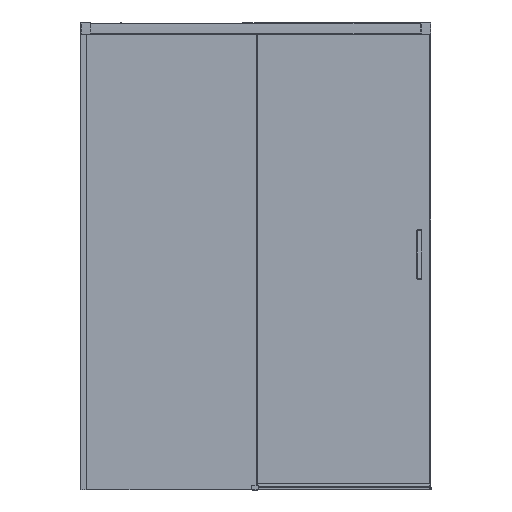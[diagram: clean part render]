
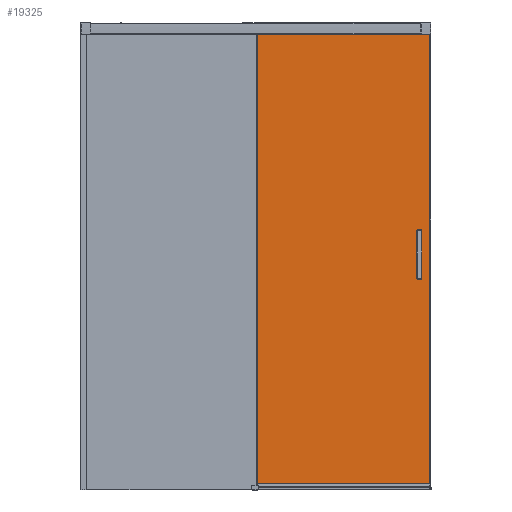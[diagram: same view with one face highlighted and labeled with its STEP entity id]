
A CAD part, top view. The second image highlights one B-rep face of the part: STEP entity #19325.
In plain terms, the highlighted planar face has unit normal (0, 0, 1).
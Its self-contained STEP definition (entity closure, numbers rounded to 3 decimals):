
#18718=CARTESIAN_POINT('',(-246.,946.,4.));
#18719=DIRECTION('',(0.,0.,-1.));
#18720=DIRECTION('',(1.,0.,0.));
#18721=AXIS2_PLACEMENT_3D('',#18718,#18719,#18720);
#18726=CARTESIAN_POINT('',(-246.,946.,4.));
#18727=DIRECTION('',(0.,0.,-1.));
#18728=DIRECTION('',(-1.,0.,0.));
#18729=AXIS2_PLACEMENT_3D('',#18726,#18727,#18728);
#18734=CARTESIAN_POINT('',(221.,946.,4.));
#18735=DIRECTION('',(0.,0.,-1.));
#18736=DIRECTION('',(1.,0.,0.));
#18737=AXIS2_PLACEMENT_3D('',#18734,#18735,#18736);
#18742=CARTESIAN_POINT('',(221.,946.,4.));
#18743=DIRECTION('',(0.,0.,-1.));
#18744=DIRECTION('',(-1.,0.,0.));
#18745=AXIS2_PLACEMENT_3D('',#18742,#18743,#18744);
#18750=CARTESIAN_POINT('',(346.,96.,4.));
#18751=DIRECTION('',(0.,0.,-1.));
#18752=DIRECTION('',(1.,0.,0.));
#18753=AXIS2_PLACEMENT_3D('',#18750,#18751,#18752);
#18758=CARTESIAN_POINT('',(346.,96.,4.));
#18759=DIRECTION('',(0.,0.,-1.));
#18760=DIRECTION('',(-1.,0.,0.));
#18761=AXIS2_PLACEMENT_3D('',#18758,#18759,#18760);
#18766=CARTESIAN_POINT('',(346.,-96.,4.));
#18767=DIRECTION('',(0.,0.,-1.));
#18768=DIRECTION('',(1.,0.,0.));
#18769=AXIS2_PLACEMENT_3D('',#18766,#18767,#18768);
#18774=CARTESIAN_POINT('',(346.,-96.,4.));
#18775=DIRECTION('',(0.,0.,-1.));
#18776=DIRECTION('',(-1.,0.,0.));
#18777=AXIS2_PLACEMENT_3D('',#18774,#18775,#18776);
#18782=DIRECTION('',(0.,-1.,0.));
#18783=VECTOR('',#18782,1934.);
#18784=CARTESIAN_POINT('',(-390.,967.,4.));
#18785=LINE('',#18784,#18783);
#18789=DIRECTION('',(-1.,0.,0.));
#18790=VECTOR('',#18789,780.);
#18791=CARTESIAN_POINT('',(390.,967.,4.));
#18792=LINE('',#18791,#18790);
#18796=DIRECTION('',(0.,1.,0.));
#18797=VECTOR('',#18796,1934.);
#18798=CARTESIAN_POINT('',(390.,-967.,4.));
#18799=LINE('',#18798,#18797);
#18803=DIRECTION('',(1.,0.,0.));
#18804=VECTOR('',#18803,780.);
#18805=CARTESIAN_POINT('',(-390.,-967.,4.));
#18806=LINE('',#18805,#18804);
#19156=CARTESIAN_POINT('',(-240.,946.,4.));
#19157=CARTESIAN_POINT('',(-252.,946.,4.));
#19158=VERTEX_POINT('',#19156);
#19159=VERTEX_POINT('',#19157);
#19160=CARTESIAN_POINT('',(227.,946.,4.));
#19161=CARTESIAN_POINT('',(215.,946.,4.));
#19162=VERTEX_POINT('',#19160);
#19163=VERTEX_POINT('',#19161);
#19164=CARTESIAN_POINT('',(350.,96.,4.));
#19165=CARTESIAN_POINT('',(342.,96.,4.));
#19166=VERTEX_POINT('',#19164);
#19167=VERTEX_POINT('',#19165);
#19168=CARTESIAN_POINT('',(350.,-96.,4.));
#19169=CARTESIAN_POINT('',(342.,-96.,4.));
#19170=VERTEX_POINT('',#19168);
#19171=VERTEX_POINT('',#19169);
#19184=CARTESIAN_POINT('',(-390.,967.,4.));
#19185=CARTESIAN_POINT('',(-390.,-967.,4.));
#19186=VERTEX_POINT('',#19184);
#19187=VERTEX_POINT('',#19185);
#19192=CARTESIAN_POINT('',(390.,-967.,4.));
#19193=VERTEX_POINT('',#19192);
#19210=CARTESIAN_POINT('',(390.,967.,4.));
#19211=VERTEX_POINT('',#19210);
#19288=CARTESIAN_POINT('',(0.,0.,4.));
#19289=DIRECTION('',(0.,0.,1.));
#19290=DIRECTION('',(1.,0.,0.));
#19291=AXIS2_PLACEMENT_3D('',#19288,#19289,#19290);
#19292=PLANE('',#19291);
#19294=ORIENTED_EDGE('',*,*,#19293,.F.);
#19296=ORIENTED_EDGE('',*,*,#19295,.F.);
#19298=ORIENTED_EDGE('',*,*,#19297,.F.);
#19300=ORIENTED_EDGE('',*,*,#19299,.F.);
#19301=EDGE_LOOP('',(#19294,#19296,#19298,#19300));
#19302=FACE_OUTER_BOUND('',#19301,.F.);
#19304=ORIENTED_EDGE('',*,*,#19303,.F.);
#19306=ORIENTED_EDGE('',*,*,#19305,.F.);
#19307=EDGE_LOOP('',(#19304,#19306));
#19308=FACE_BOUND('',#19307,.F.);
#19310=ORIENTED_EDGE('',*,*,#19309,.F.);
#19312=ORIENTED_EDGE('',*,*,#19311,.F.);
#19313=EDGE_LOOP('',(#19310,#19312));
#19314=FACE_BOUND('',#19313,.F.);
#19316=ORIENTED_EDGE('',*,*,#19315,.F.);
#19318=ORIENTED_EDGE('',*,*,#19317,.F.);
#19319=EDGE_LOOP('',(#19316,#19318));
#19320=FACE_BOUND('',#19319,.F.);
#19321=ORIENTED_EDGE('',*,*,#19268,.F.);
#19322=ORIENTED_EDGE('',*,*,#19282,.F.);
#19323=EDGE_LOOP('',(#19321,#19322));
#19324=FACE_BOUND('',#19323,.F.);
#18722=CIRCLE('',#18721,6.);
#18730=CIRCLE('',#18729,6.);
#18738=CIRCLE('',#18737,6.);
#18746=CIRCLE('',#18745,6.);
#18754=CIRCLE('',#18753,4.);
#18762=CIRCLE('',#18761,4.);
#18770=CIRCLE('',#18769,4.);
#18778=CIRCLE('',#18777,4.);
#19268=EDGE_CURVE('',#19158,#19159,#18722,.T.);
#19282=EDGE_CURVE('',#19159,#19158,#18730,.T.);
#19293=EDGE_CURVE('',#19186,#19187,#18785,.T.);
#19295=EDGE_CURVE('',#19211,#19186,#18792,.T.);
#19297=EDGE_CURVE('',#19193,#19211,#18799,.T.);
#19299=EDGE_CURVE('',#19187,#19193,#18806,.T.);
#19303=EDGE_CURVE('',#19162,#19163,#18738,.T.);
#19305=EDGE_CURVE('',#19163,#19162,#18746,.T.);
#19309=EDGE_CURVE('',#19166,#19167,#18754,.T.);
#19311=EDGE_CURVE('',#19167,#19166,#18762,.T.);
#19315=EDGE_CURVE('',#19170,#19171,#18770,.T.);
#19317=EDGE_CURVE('',#19171,#19170,#18778,.T.);
#19325=ADVANCED_FACE('',(#19302,#19308,#19314,#19320,#19324),#19292,.T.);
